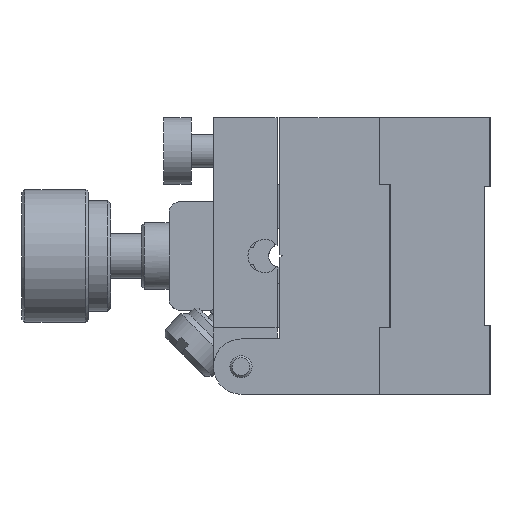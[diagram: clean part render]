
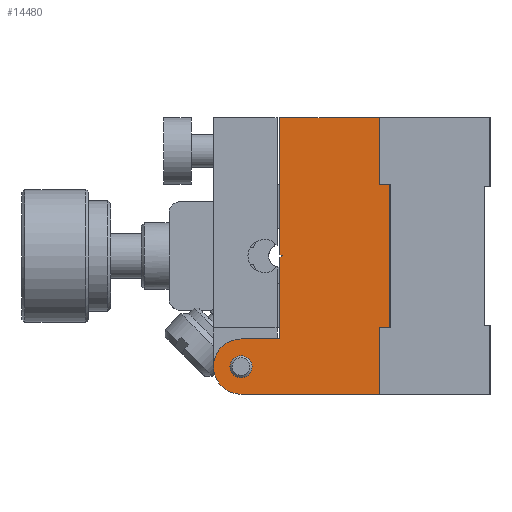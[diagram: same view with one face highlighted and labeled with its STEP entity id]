
A CAD part, left-side view. The second image highlights one B-rep face of the part: STEP entity #14480.
In plain terms, the highlighted planar face has unit normal (-1, 0, 0).
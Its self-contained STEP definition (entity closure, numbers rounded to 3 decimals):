
#457 = VECTOR ( 'NONE', #10313, 1000. ) ;
#544 = VECTOR ( 'NONE', #17755, 1000. ) ;
#594 = DIRECTION ( 'NONE',  ( 0., 0., -1. ) ) ;
#636 = ORIENTED_EDGE ( 'NONE', *, *, #17402, .T. ) ;
#696 = VERTEX_POINT ( 'NONE', #8044 ) ;
#720 = CARTESIAN_POINT ( 'NONE',  ( -17.674, 46.923, 65.933 ) ) ;
#1110 = VECTOR ( 'NONE', #12237, 1000. ) ;
#1183 = CARTESIAN_POINT ( 'NONE',  ( -17.674, 50.673, 55.933 ) ) ;
#1643 = CARTESIAN_POINT ( 'NONE',  ( -17.674, 38.173, 72.423 ) ) ;
#1988 = ORIENTED_EDGE ( 'NONE', *, *, #8892, .T. ) ;
#2021 = DIRECTION ( 'NONE',  ( 0., 0.866, -0.5 ) ) ;
#2177 = LINE ( 'NONE', #8124, #13598 ) ;
#2323 = LINE ( 'NONE', #7034, #17191 ) ;
#2393 = CARTESIAN_POINT ( 'NONE',  ( -17.674, 50.673, 53.433 ) ) ;
#2515 = VERTEX_POINT ( 'NONE', #720 ) ;
#2543 = DIRECTION ( 'NONE',  ( 0., 1., 0. ) ) ;
#2858 = DIRECTION ( 'NONE',  ( 0., 0., -1. ) ) ;
#3215 = CARTESIAN_POINT ( 'NONE',  ( -17.674, 45.673, 65.933 ) ) ;
#3519 = DIRECTION ( 'NONE',  ( 0., -1., 0. ) ) ;
#3597 = CARTESIAN_POINT ( 'NONE',  ( -17.674, 38.173, 78.433 ) ) ;
#3777 = LINE ( 'NONE', #8483, #8627 ) ;
#3913 = VERTEX_POINT ( 'NONE', #12501 ) ;
#4209 = VERTEX_POINT ( 'NONE', #19942 ) ;
#4218 = VERTEX_POINT ( 'NONE', #7681 ) ;
#4254 = VERTEX_POINT ( 'NONE', #13499 ) ;
#4300 = LINE ( 'NONE', #7466, #8266 ) ;
#4543 = DIRECTION ( 'NONE',  ( -1., 0., 0. ) ) ;
#4801 = ORIENTED_EDGE ( 'NONE', *, *, #13695, .T. ) ;
#4856 = EDGE_LOOP ( 'NONE', ( #13510, #13789, #9796, #5815, #1988, #4801, #13307, #11241, #636, #19353, #8913, #14842, #6546 ) ) ;
#5181 = EDGE_CURVE ( 'NONE', #19507, #4209, #3777, .T. ) ;
#5815 = ORIENTED_EDGE ( 'NONE', *, *, #8949, .T. ) ;
#5933 = CARTESIAN_POINT ( 'NONE',  ( -17.674, 47.173, 65.933 ) ) ;
#5993 = AXIS2_PLACEMENT_3D ( 'NONE', #1183, #13743, #10387 ) ;
#6101 = VERTEX_POINT ( 'NONE', #18460 ) ;
#6546 = ORIENTED_EDGE ( 'NONE', *, *, #16314, .T. ) ;
#6585 = DIRECTION ( 'NONE',  ( 0., 1., 0. ) ) ;
#6588 = DIRECTION ( 'NONE',  ( 0., 0., 1. ) ) ;
#6826 = EDGE_LOOP ( 'NONE', ( #18193 ) ) ;
#6834 = CARTESIAN_POINT ( 'NONE',  ( -17.674, 37.273, 65.933 ) ) ;
#7034 = CARTESIAN_POINT ( 'NONE',  ( -17.674, 47.173, 65.933 ) ) ;
#7275 = EDGE_CURVE ( 'NONE', #19156, #2515, #14518, .T. ) ;
#7363 = EDGE_CURVE ( 'NONE', #18942, #13346, #12993, .T. ) ;
#7466 = CARTESIAN_POINT ( 'NONE',  ( -17.674, 45.673, 72.423 ) ) ;
#7537 = LINE ( 'NONE', #9374, #1110 ) ;
#7681 = CARTESIAN_POINT ( 'NONE',  ( -17.674, 37.273, 72.423 ) ) ;
#7756 = AXIS2_PLACEMENT_3D ( 'NONE', #3215, #4543, #6588 ) ;
#7922 = PLANE ( 'NONE',  #7756 ) ;
#8044 = CARTESIAN_POINT ( 'NONE',  ( -17.674, 37.273, 59.443 ) ) ;
#8124 = CARTESIAN_POINT ( 'NONE',  ( -17.674, 45.673, 58.433 ) ) ;
#8266 = VECTOR ( 'NONE', #18205, 1000. ) ;
#8483 = CARTESIAN_POINT ( 'NONE',  ( -17.674, 45.673, 78.433 ) ) ;
#8627 = VECTOR ( 'NONE', #2543, 1000. ) ;
#8670 = LINE ( 'NONE', #6834, #544 ) ;
#8892 = EDGE_CURVE ( 'NONE', #19766, #4254, #2323, .T. ) ;
#8913 = ORIENTED_EDGE ( 'NONE', *, *, #12979, .T. ) ;
#8949 = EDGE_CURVE ( 'NONE', #2515, #19766, #10193, .T. ) ;
#9087 = VECTOR ( 'NONE', #14624, 1000. ) ;
#9374 = CARTESIAN_POINT ( 'NONE',  ( -17.674, 38.173, 65.933 ) ) ;
#9796 = ORIENTED_EDGE ( 'NONE', *, *, #7275, .T. ) ;
#9895 = VECTOR ( 'NONE', #2858, 1000. ) ;
#9906 = VERTEX_POINT ( 'NONE', #12540 ) ;
#10193 = LINE ( 'NONE', #14603, #19148 ) ;
#10313 = DIRECTION ( 'NONE',  ( 0., 0., 1. ) ) ;
#10387 = DIRECTION ( 'NONE',  ( 0., 0., 1. ) ) ;
#10559 = CIRCLE ( 'NONE', #5993, 0.995 ) ;
#10734 = EDGE_CURVE ( 'NONE', #4218, #19601, #4300, .T. ) ;
#10762 = EDGE_CURVE ( 'NONE', #4209, #19156, #19932, .T. ) ;
#11038 = AXIS2_PLACEMENT_3D ( 'NONE', #14189, #13986, #20018 ) ;
#11174 = FACE_OUTER_BOUND ( 'NONE', #4856, .T. ) ;
#11241 = ORIENTED_EDGE ( 'NONE', *, *, #15537, .T. ) ;
#11383 = CARTESIAN_POINT ( 'NONE',  ( -17.674, 45.673, 59.443 ) ) ;
#11544 = CARTESIAN_POINT ( 'NONE',  ( -17.674, 47.173, 66.077 ) ) ;
#12035 = EDGE_CURVE ( 'NONE', #6101, #6101, #10559, .T. ) ;
#12150 = CARTESIAN_POINT ( 'NONE',  ( -17.674, 47.173, 66.077 ) ) ;
#12237 = DIRECTION ( 'NONE',  ( 0., 0., 1. ) ) ;
#12501 = CARTESIAN_POINT ( 'NONE',  ( -17.674, 38.173, 59.443 ) ) ;
#12540 = CARTESIAN_POINT ( 'NONE',  ( -17.674, 38.173, 53.433 ) ) ;
#12979 = EDGE_CURVE ( 'NONE', #696, #4218, #8670, .T. ) ;
#12993 = CIRCLE ( 'NONE', #11038, 2.5 ) ;
#13307 = ORIENTED_EDGE ( 'NONE', *, *, #7363, .T. ) ;
#13346 = VERTEX_POINT ( 'NONE', #2393 ) ;
#13411 = DIRECTION ( 'NONE',  ( 0., -1., 0. ) ) ;
#13499 = CARTESIAN_POINT ( 'NONE',  ( -17.674, 47.173, 58.433 ) ) ;
#13510 = ORIENTED_EDGE ( 'NONE', *, *, #5181, .T. ) ;
#13598 = VECTOR ( 'NONE', #6585, 1000. ) ;
#13695 = EDGE_CURVE ( 'NONE', #4254, #18942, #2177, .T. ) ;
#13711 = LINE ( 'NONE', #18131, #16898 ) ;
#13743 = DIRECTION ( 'NONE',  ( 1., 0., 0. ) ) ;
#13789 = ORIENTED_EDGE ( 'NONE', *, *, #10762, .T. ) ;
#13986 = DIRECTION ( 'NONE',  ( -1., 0., 0. ) ) ;
#14189 = CARTESIAN_POINT ( 'NONE',  ( -17.674, 50.673, 55.933 ) ) ;
#14480 = ADVANCED_FACE ( 'NONE', ( #11174, #18750 ), #7922, .T. ) ;
#14518 = LINE ( 'NONE', #11544, #9087 ) ;
#14603 = CARTESIAN_POINT ( 'NONE',  ( -17.674, 47.173, 65.788 ) ) ;
#14624 = DIRECTION ( 'NONE',  ( 0., -0.866, -0.5 ) ) ;
#14842 = ORIENTED_EDGE ( 'NONE', *, *, #10734, .T. ) ;
#15537 = EDGE_CURVE ( 'NONE', #13346, #9906, #13711, .T. ) ;
#15967 = CARTESIAN_POINT ( 'NONE',  ( -17.674, 50.673, 58.433 ) ) ;
#16314 = EDGE_CURVE ( 'NONE', #19601, #19507, #19820, .T. ) ;
#16477 = VECTOR ( 'NONE', #3519, 1000. ) ;
#16661 = CARTESIAN_POINT ( 'NONE',  ( -17.674, 47.173, 65.788 ) ) ;
#16898 = VECTOR ( 'NONE', #13411, 1000. ) ;
#17191 = VECTOR ( 'NONE', #594, 1000. ) ;
#17402 = EDGE_CURVE ( 'NONE', #9906, #3913, #7537, .T. ) ;
#17735 = EDGE_CURVE ( 'NONE', #3913, #696, #18862, .T. ) ;
#17755 = DIRECTION ( 'NONE',  ( 0., 0., 1. ) ) ;
#18085 = CARTESIAN_POINT ( 'NONE',  ( -17.674, 38.173, 65.933 ) ) ;
#18131 = CARTESIAN_POINT ( 'NONE',  ( -17.674, 45.673, 53.433 ) ) ;
#18193 = ORIENTED_EDGE ( 'NONE', *, *, #12035, .T. ) ;
#18205 = DIRECTION ( 'NONE',  ( 0., 1., 0. ) ) ;
#18460 = CARTESIAN_POINT ( 'NONE',  ( -17.674, 50.673, 56.928 ) ) ;
#18750 = FACE_BOUND ( 'NONE', #6826, .T. ) ;
#18862 = LINE ( 'NONE', #11383, #16477 ) ;
#18942 = VERTEX_POINT ( 'NONE', #15967 ) ;
#19148 = VECTOR ( 'NONE', #2021, 1000. ) ;
#19156 = VERTEX_POINT ( 'NONE', #12150 ) ;
#19353 = ORIENTED_EDGE ( 'NONE', *, *, #17735, .T. ) ;
#19507 = VERTEX_POINT ( 'NONE', #3597 ) ;
#19601 = VERTEX_POINT ( 'NONE', #1643 ) ;
#19766 = VERTEX_POINT ( 'NONE', #16661 ) ;
#19820 = LINE ( 'NONE', #18085, #457 ) ;
#19932 = LINE ( 'NONE', #5933, #9895 ) ;
#19942 = CARTESIAN_POINT ( 'NONE',  ( -17.674, 47.173, 78.433 ) ) ;
#20018 = DIRECTION ( 'NONE',  ( 0., 0., 1. ) ) ;
